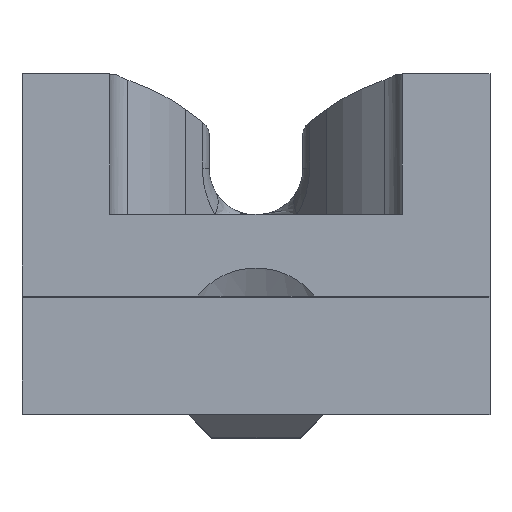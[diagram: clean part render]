
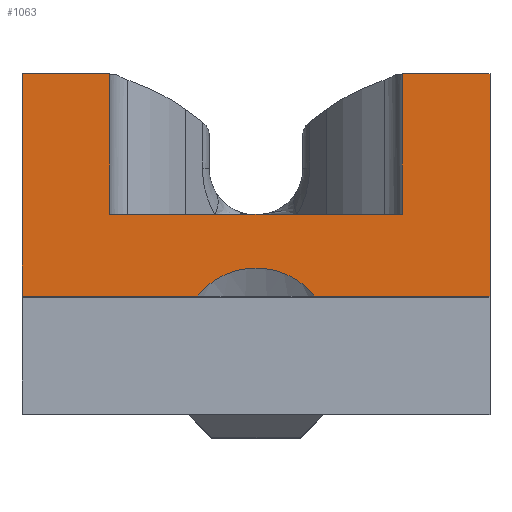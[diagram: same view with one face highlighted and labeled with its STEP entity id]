
A CAD part, top view. The second image highlights one B-rep face of the part: STEP entity #1063.
In plain terms, the highlighted planar face has unit normal (0, 0, 1).
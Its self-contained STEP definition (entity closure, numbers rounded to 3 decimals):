
#50=PLANE('',#1183);
#124=FACE_OUTER_BOUND('',#181,.T.);
#181=EDGE_LOOP('',(#950,#951,#952,#953,#954,#955,#956,#957,#958,#959));
#218=LINE('',#1639,#312);
#219=LINE('',#1643,#313);
#251=LINE('',#1837,#345);
#268=LINE('',#1931,#362);
#271=LINE('',#1940,#365);
#275=LINE('',#1948,#369);
#277=LINE('',#1952,#371);
#280=LINE('',#1958,#374);
#281=LINE('',#1966,#375);
#312=VECTOR('',#1277,10.);
#313=VECTOR('',#1280,10.);
#345=VECTOR('',#1380,10.);
#362=VECTOR('',#1427,10.);
#365=VECTOR('',#1436,10.);
#369=VECTOR('',#1446,10.);
#371=VECTOR('',#1450,10.);
#374=VECTOR('',#1457,10.);
#375=VECTOR('',#1470,10.);
#416=CIRCLE('',#1180,3.24);
#463=VERTEX_POINT('',#1636);
#464=VERTEX_POINT('',#1638);
#465=VERTEX_POINT('',#1640);
#466=VERTEX_POINT('',#1642);
#497=VERTEX_POINT('',#1834);
#498=VERTEX_POINT('',#1836);
#515=VERTEX_POINT('',#1929);
#518=VERTEX_POINT('',#1938);
#519=VERTEX_POINT('',#1946);
#520=VERTEX_POINT('',#1950);
#576=EDGE_CURVE('',#464,#463,#218,.T.);
#578=EDGE_CURVE('',#466,#465,#219,.T.);
#631=EDGE_CURVE('',#498,#497,#251,.T.);
#659=EDGE_CURVE('',#463,#515,#268,.T.);
#664=EDGE_CURVE('',#518,#515,#271,.T.);
#668=EDGE_CURVE('',#497,#519,#275,.T.);
#670=EDGE_CURVE('',#520,#519,#277,.T.);
#673=EDGE_CURVE('',#518,#498,#280,.T.);
#674=EDGE_CURVE('',#465,#464,#416,.T.);
#676=EDGE_CURVE('',#466,#520,#281,.T.);
#950=ORIENTED_EDGE('',*,*,#668,.T.);
#951=ORIENTED_EDGE('',*,*,#670,.F.);
#952=ORIENTED_EDGE('',*,*,#676,.F.);
#953=ORIENTED_EDGE('',*,*,#578,.T.);
#954=ORIENTED_EDGE('',*,*,#674,.T.);
#955=ORIENTED_EDGE('',*,*,#576,.T.);
#956=ORIENTED_EDGE('',*,*,#659,.T.);
#957=ORIENTED_EDGE('',*,*,#664,.F.);
#958=ORIENTED_EDGE('',*,*,#673,.T.);
#959=ORIENTED_EDGE('',*,*,#631,.T.);
#1063=ADVANCED_FACE('',(#124),#50,.T.);
#1180=AXIS2_PLACEMENT_3D('',#1961,#1462,#1463);
#1183=AXIS2_PLACEMENT_3D('',#1965,#1468,#1469);
#1277=DIRECTION('',(1.,0.,0.));
#1280=DIRECTION('',(1.,0.,0.));
#1380=DIRECTION('',(-1.,0.,0.));
#1427=DIRECTION('',(0.,1.,0.));
#1436=DIRECTION('',(1.,0.,0.));
#1446=DIRECTION('',(0.,1.,0.));
#1450=DIRECTION('',(1.,0.,0.));
#1457=DIRECTION('',(0.,-1.,0.));
#1462=DIRECTION('center_axis',(0.,0.,-1.));
#1463=DIRECTION('ref_axis',(0.,1.,0.));
#1468=DIRECTION('center_axis',(0.,0.,1.));
#1469=DIRECTION('ref_axis',(1.,0.,0.));
#1470=DIRECTION('',(0.,1.,0.));
#1636=CARTESIAN_POINT('',(10.,5.,38.));
#1638=CARTESIAN_POINT('',(2.516,5.,38.));
#1639=CARTESIAN_POINT('',(-10.,5.,38.));
#1640=CARTESIAN_POINT('',(-2.516,5.,38.));
#1642=CARTESIAN_POINT('',(-10.,5.,38.));
#1643=CARTESIAN_POINT('',(-10.,5.,38.));
#1834=CARTESIAN_POINT('',(-6.25,8.5,38.));
#1836=CARTESIAN_POINT('',(6.25,8.5,38.));
#1837=CARTESIAN_POINT('',(-5.,8.5,38.));
#1929=CARTESIAN_POINT('',(10.,14.5,38.));
#1931=CARTESIAN_POINT('',(10.,5.,38.));
#1938=CARTESIAN_POINT('',(6.25,14.5,38.));
#1940=CARTESIAN_POINT('',(-10.,14.5,38.));
#1946=CARTESIAN_POINT('',(-6.25,14.5,38.));
#1948=CARTESIAN_POINT('',(-6.25,7.5,38.));
#1950=CARTESIAN_POINT('',(-10.,14.5,38.));
#1952=CARTESIAN_POINT('',(-10.,14.5,38.));
#1958=CARTESIAN_POINT('',(6.25,7.5,38.));
#1961=CARTESIAN_POINT('Origin',(0.,2.957,38.));
#1965=CARTESIAN_POINT('Origin',(-10.,5.,38.));
#1966=CARTESIAN_POINT('',(-10.,5.,38.));
